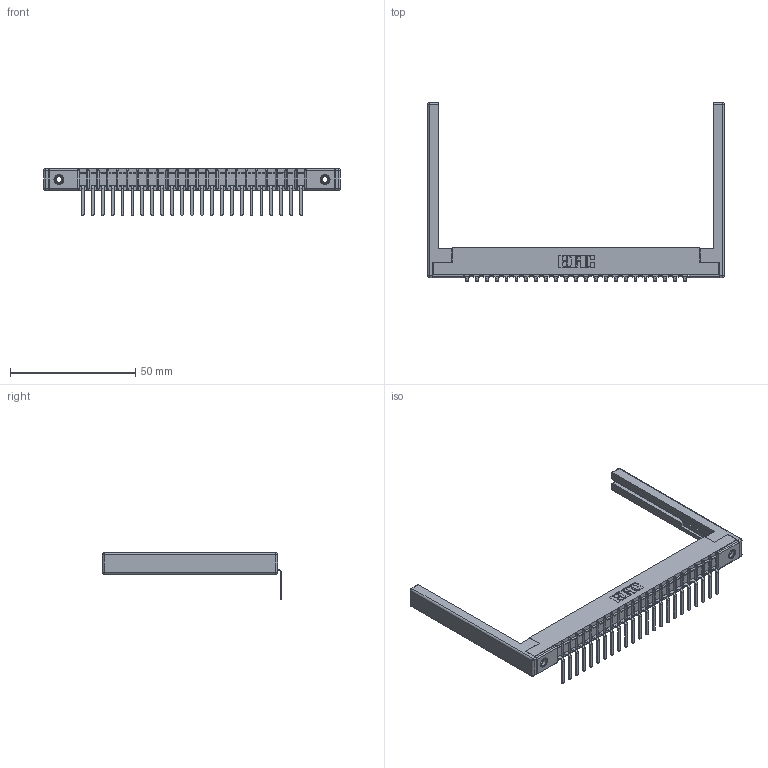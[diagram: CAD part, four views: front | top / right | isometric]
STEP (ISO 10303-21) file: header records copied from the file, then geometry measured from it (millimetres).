
FILE_DESCRIPTION (( 'STEP AP203' ), '1' );
FILE_NAME ('357-023-557-168.STEP', '2019-09-16T23:56:36', ( '' ), ( '' ), 'SwSTEP 2.0', 'SolidWorks 2016', '' );
FILE_SCHEMA (( 'CONFIG_CONTROL_DESIGN' ));
Length unit declared in the file: inch
Products named in the file (5): 345-250-001_345-250-001-102; 357-023-557-168; 307 Part_.156 Dia Mounting Holes; 307-290-002_557; 307-220-068
Assembly tree (28 placements, depth 2):
  357-023-557-168
    307 Part_.156 Dia Mounting Holes
    307-290-002_557  x23
    307-220-068  x2
    345-250-001_345-250-001-102  x2
Bounding box: 118.57 x 71.29 x 18.67 mm (x, y, z)
Volume: 12449 mm3; surface area: 18806.3 mm2
Topology: 28 solids, 28 shells, 2090 faces, 6325 edges, 4130 vertices
Faces by surface type: plane 1239, cylinder 779, sphere 56, cone 12, torus 4
Entity records: 25673 total; most frequent: CARTESIAN_POINT 4293, ORIENTED_EDGE 4272, DIRECTION 4198, EDGE_CURVE 2136, LINE 1624, VECTOR 1624, VERTEX_POINT 1382, AXIS2_PLACEMENT_3D 1287
